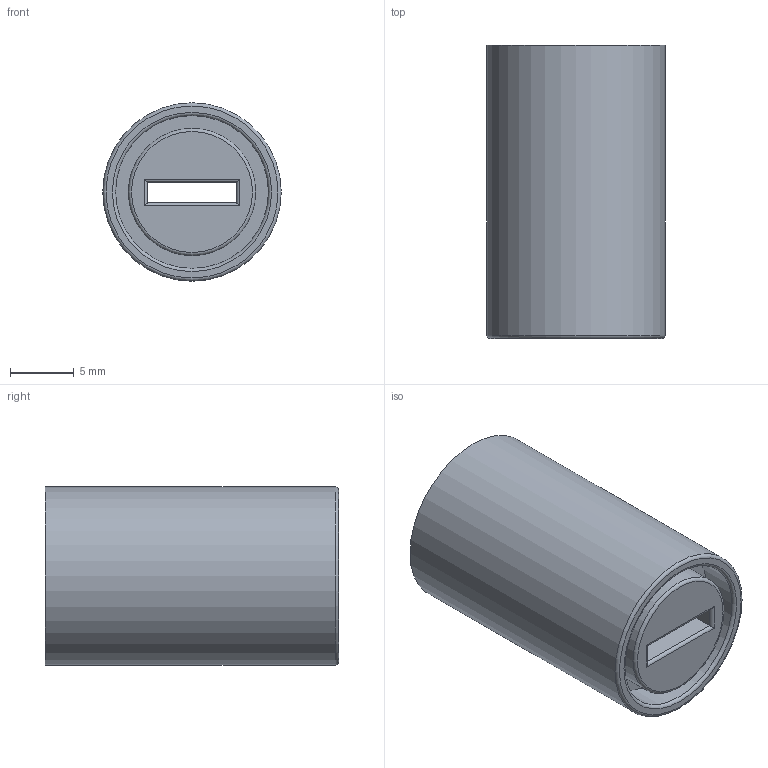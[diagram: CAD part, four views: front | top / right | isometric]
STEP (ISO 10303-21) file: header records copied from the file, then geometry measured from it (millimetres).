
FILE_DESCRIPTION(/* description */ (''),/* implementation_level */ '2;1');
FILE_NAME(/* name */ 'top_case_body.step',/* time_stamp */ '2025-06-19T21:38:34+12:00',/* author */ (''),/* organization */ (''),/* preprocessor_version */ 'ST-DEVELOPER v20.1',/* originating_system */ 'Autodesk Translation Framework v14.10.0.0',/* authorisation */ '');
FILE_SCHEMA (('AUTOMOTIVE_DESIGN { 1 0 10303 214 3 1 1 }'));
Length unit declared in the file: millimetre
Products named in the file (1): Start Piece
Bounding box: 14 x 23 x 14 mm (x, y, z)
Volume: 1412.6 mm3; surface area: 2260.4 mm2
Topology: 1 solids, 1 shells, 31 faces, 70 edges, 44 vertices
Faces by surface type: plane 15, cylinder 13, torus 3
Full cylindrical faces by diameter (mm): 10 x1, 12 x1, 14 x1
Entity records: 904 total; most frequent: DIRECTION 161, CARTESIAN_POINT 146, ORIENTED_EDGE 140, EDGE_CURVE 70, AXIS2_PLACEMENT_3D 59, VERTEX_POINT 44, LINE 43, VECTOR 43
